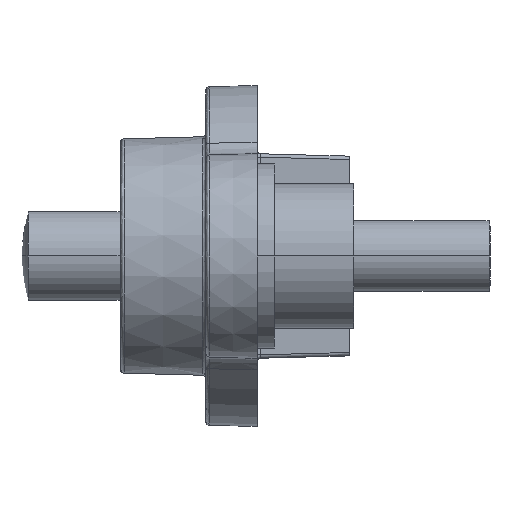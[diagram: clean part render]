
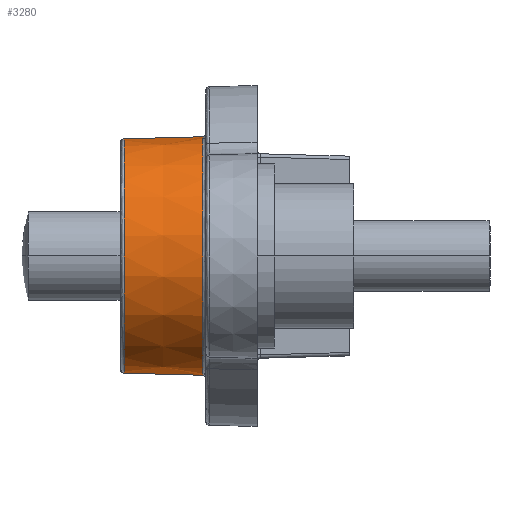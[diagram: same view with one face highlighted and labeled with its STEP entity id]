
A CAD part, left-side view. The second image highlights one B-rep face of the part: STEP entity #3280.
In plain terms, the highlighted conical face has half-angle 1.5 degrees and reference radius 3.497 mm.
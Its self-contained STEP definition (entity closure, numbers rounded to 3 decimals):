
#42 = DIRECTION ( 'NONE',  ( 0., 1., 0. ) ) ;
#98 = VECTOR ( 'NONE', #519, 1000. ) ;
#127 = FACE_OUTER_BOUND ( 'NONE', #562, .T. ) ;
#133 = AXIS2_PLACEMENT_3D ( 'NONE', #2568, #2472, #4796 ) ;
#249 = VERTEX_POINT ( 'NONE', #1862 ) ;
#287 = CIRCLE ( 'NONE', #133, 3.437 ) ;
#519 = DIRECTION ( 'NONE',  ( 0., -1., 0.026 ) ) ;
#562 = EDGE_LOOP ( 'NONE', ( #2355, #1347, #1654, #587 ) ) ;
#587 = ORIENTED_EDGE ( 'NONE', *, *, #4759, .T. ) ;
#852 = DIRECTION ( 'NONE',  ( 0., 0., -1. ) ) ;
#981 = VERTEX_POINT ( 'NONE', #2513 ) ;
#1274 = LINE ( 'NONE', #3158, #3714 ) ;
#1347 = ORIENTED_EDGE ( 'NONE', *, *, #4568, .T. ) ;
#1654 = ORIENTED_EDGE ( 'NONE', *, *, #3279, .F. ) ;
#1862 = CARTESIAN_POINT ( 'NONE',  ( 7., 1.597, 3.497 ) ) ;
#1871 = CONICAL_SURFACE ( 'NONE', #4066, 3.497, 0.026 ) ;
#1875 = AXIS2_PLACEMENT_3D ( 'NONE', #4157, #42, #4132 ) ;
#1894 = CARTESIAN_POINT ( 'NONE',  ( 7., 3.903, -3.437 ) ) ;
#2037 = CARTESIAN_POINT ( 'NONE',  ( 7., 1.597, 0. ) ) ;
#2055 = DIRECTION ( 'NONE',  ( 0., -1., -0.026 ) ) ;
#2075 = EDGE_CURVE ( 'NONE', #2261, #249, #2820, .T. ) ;
#2261 = VERTEX_POINT ( 'NONE', #4857 ) ;
#2355 = ORIENTED_EDGE ( 'NONE', *, *, #2075, .T. ) ;
#2472 = DIRECTION ( 'NONE',  ( 0., -1., 0. ) ) ;
#2513 = CARTESIAN_POINT ( 'NONE',  ( 7., 1.597, -3.497 ) ) ;
#2568 = CARTESIAN_POINT ( 'NONE',  ( 7., 3.903, 0. ) ) ;
#2820 = LINE ( 'NONE', #3905, #98 ) ;
#3158 = CARTESIAN_POINT ( 'NONE',  ( 7., 1.5, -3.5 ) ) ;
#3246 = VERTEX_POINT ( 'NONE', #1894 ) ;
#3279 = EDGE_CURVE ( 'NONE', #3246, #981, #1274, .T. ) ;
#3280 = ADVANCED_FACE ( 'NONE', ( #127 ), #1871, .T. ) ;
#3562 = DIRECTION ( 'NONE',  ( 0., -1., 0. ) ) ;
#3714 = VECTOR ( 'NONE', #2055, 1000. ) ;
#3905 = CARTESIAN_POINT ( 'NONE',  ( 7., -499000., 13070.314 ) ) ;
#4066 = AXIS2_PLACEMENT_3D ( 'NONE', #2037, #3562, #852 ) ;
#4132 = DIRECTION ( 'NONE',  ( 0., 0., -1. ) ) ;
#4157 = CARTESIAN_POINT ( 'NONE',  ( 7., 1.597, 0. ) ) ;
#4568 = EDGE_CURVE ( 'NONE', #249, #981, #4685, .T. ) ;
#4685 = CIRCLE ( 'NONE', #1875, 3.497 ) ;
#4759 = EDGE_CURVE ( 'NONE', #3246, #2261, #287, .T. ) ;
#4796 = DIRECTION ( 'NONE',  ( 0., 0., -1. ) ) ;
#4857 = CARTESIAN_POINT ( 'NONE',  ( 7., 3.903, 3.437 ) ) ;
